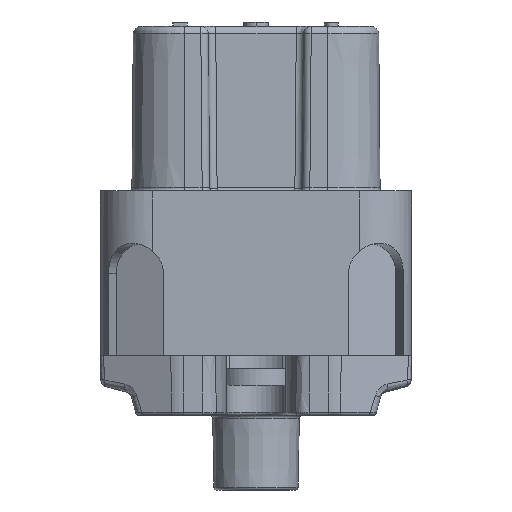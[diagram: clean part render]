
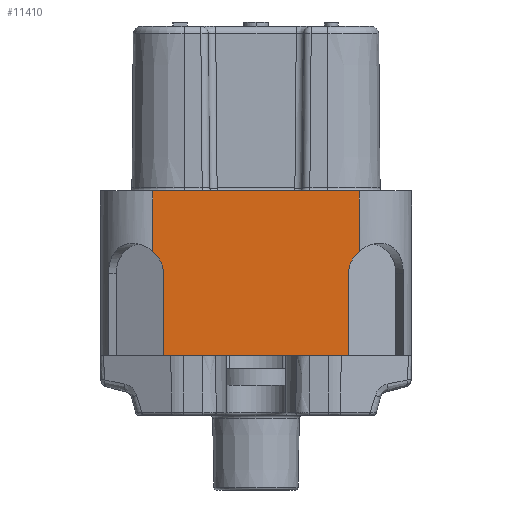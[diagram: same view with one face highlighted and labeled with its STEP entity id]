
A CAD part, front view. The second image highlights one B-rep face of the part: STEP entity #11410.
In plain terms, the highlighted planar face has unit normal (0, -1, 0).
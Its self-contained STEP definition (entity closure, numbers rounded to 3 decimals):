
#220 = CARTESIAN_POINT ( 'NONE',  ( 6.197, -10.4, -5.5 ) ) ;
#625 = ORIENTED_EDGE ( 'NONE', *, *, #9450, .F. ) ;
#1293 = EDGE_LOOP ( 'NONE', ( #5484, #8334, #625, #4770, #20430, #4130, #20190, #12323 ) ) ;
#1670 = DIRECTION ( 'NONE',  ( 0., 0., 1. ) ) ;
#2414 = VECTOR ( 'NONE', #18415, 1000. ) ;
#2567 = CARTESIAN_POINT ( 'NONE',  ( -10.4, -10.4, -11. ) ) ;
#2914 = CARTESIAN_POINT ( 'NONE',  ( -6.9, -10.4, -4.036 ) ) ;
#2970 = CARTESIAN_POINT ( 'NONE',  ( 6.197, -10.4, -11. ) ) ;
#3360 = VERTEX_POINT ( 'NONE', #12111 ) ;
#3524 = VERTEX_POINT ( 'NONE', #6128 ) ;
#3835 =( BOUNDED_CURVE ( )  B_SPLINE_CURVE ( 3, ( #14488, #12920, #9975, #220 ),
 .UNSPECIFIED., .F., .F. ) 
 B_SPLINE_CURVE_WITH_KNOTS ( ( 4, 4 ),
 ( 5.462, 6.283 ),
 .UNSPECIFIED. ) 
 CURVE ( )  GEOMETRIC_REPRESENTATION_ITEM ( )  RATIONAL_B_SPLINE_CURVE ( ( 1., 0.945, 0.945, 1. ) ) 
 REPRESENTATION_ITEM ( '' )  );
#4130 = ORIENTED_EDGE ( 'NONE', *, *, #13979, .F. ) ;
#4263 = EDGE_CURVE ( 'NONE', #12345, #10743, #3835, .T. ) ;
#4352 = PLANE ( 'NONE',  #14494 ) ;
#4382 = CARTESIAN_POINT ( 'NONE',  ( -6.197, -10.4, -5.5 ) ) ;
#4457 = CARTESIAN_POINT ( 'NONE',  ( 6.197, -10.4, -11. ) ) ;
#4611 = CARTESIAN_POINT ( 'NONE',  ( -10.4, -10.4, -11. ) ) ;
#4770 = ORIENTED_EDGE ( 'NONE', *, *, #4263, .F. ) ;
#4986 = VECTOR ( 'NONE', #9141, 1000. ) ;
#5000 = LINE ( 'NONE', #11394, #17814 ) ;
#5275 = VERTEX_POINT ( 'NONE', #13028 ) ;
#5484 = ORIENTED_EDGE ( 'NONE', *, *, #7765, .F. ) ;
#5802 = VECTOR ( 'NONE', #1670, 1000. ) ;
#6128 = CARTESIAN_POINT ( 'NONE',  ( 6.9, -10.4, 0. ) ) ;
#7440 = CARTESIAN_POINT ( 'NONE',  ( -6.445, -10.4, -4.42 ) ) ;
#7765 = EDGE_CURVE ( 'NONE', #20539, #3360, #15581, .T. ) ;
#8006 = LINE ( 'NONE', #2970, #15485 ) ;
#8334 = ORIENTED_EDGE ( 'NONE', *, *, #15945, .T. ) ;
#8779 = LINE ( 'NONE', #18316, #2414 ) ;
#9000 =( BOUNDED_CURVE ( )  B_SPLINE_CURVE ( 3, ( #4382, #15604, #7440, #2914 ),
 .UNSPECIFIED., .F., .F. ) 
 B_SPLINE_CURVE_WITH_KNOTS ( ( 4, 4 ),
 ( 0., 0.821 ),
 .UNSPECIFIED. ) 
 CURVE ( )  GEOMETRIC_REPRESENTATION_ITEM ( )  RATIONAL_B_SPLINE_CURVE ( ( 1., 0.945, 0.945, 1. ) ) 
 REPRESENTATION_ITEM ( '' )  );
#9141 = DIRECTION ( 'NONE',  ( 1., 0., 0. ) ) ;
#9450 = EDGE_CURVE ( 'NONE', #10743, #19108, #8006, .T. ) ;
#9689 = EDGE_CURVE ( 'NONE', #12345, #3524, #17522, .T. ) ;
#9975 = CARTESIAN_POINT ( 'NONE',  ( 6.197, -10.4, -4.937 ) ) ;
#10743 = VERTEX_POINT ( 'NONE', #20151 ) ;
#10745 = DIRECTION ( 'NONE',  ( 0., 0., -1. ) ) ;
#11120 = CARTESIAN_POINT ( 'NONE',  ( 6.9, -10.4, -11. ) ) ;
#11394 = CARTESIAN_POINT ( 'NONE',  ( -6.9, -10.4, -11. ) ) ;
#11410 = ADVANCED_FACE ( 'NONE', ( #13697 ), #4352, .T. ) ;
#12111 = CARTESIAN_POINT ( 'NONE',  ( -6.197, -10.4, -5.5 ) ) ;
#12131 = DIRECTION ( 'NONE',  ( 0., 0., 1. ) ) ;
#12323 = ORIENTED_EDGE ( 'NONE', *, *, #17501, .F. ) ;
#12345 = VERTEX_POINT ( 'NONE', #15624 ) ;
#12370 = LINE ( 'NONE', #4611, #4986 ) ;
#12920 = CARTESIAN_POINT ( 'NONE',  ( 6.445, -10.4, -4.42 ) ) ;
#13028 = CARTESIAN_POINT ( 'NONE',  ( -6.9, -10.4, -4.036 ) ) ;
#13591 = DIRECTION ( 'NONE',  ( 0., -1., 0. ) ) ;
#13697 = FACE_OUTER_BOUND ( 'NONE', #1293, .T. ) ;
#13924 = EDGE_CURVE ( 'NONE', #18641, #5275, #5000, .T. ) ;
#13979 = EDGE_CURVE ( 'NONE', #18641, #3524, #8779, .T. ) ;
#14488 = CARTESIAN_POINT ( 'NONE',  ( 6.9, -10.4, -4.036 ) ) ;
#14494 = AXIS2_PLACEMENT_3D ( 'NONE', #2567, #13591, #10745 ) ;
#15485 = VECTOR ( 'NONE', #17743, 1000. ) ;
#15581 = LINE ( 'NONE', #15680, #17778 ) ;
#15604 = CARTESIAN_POINT ( 'NONE',  ( -6.197, -10.4, -4.937 ) ) ;
#15624 = CARTESIAN_POINT ( 'NONE',  ( 6.9, -10.4, -4.036 ) ) ;
#15680 = CARTESIAN_POINT ( 'NONE',  ( -6.197, -10.4, -11. ) ) ;
#15945 = EDGE_CURVE ( 'NONE', #20539, #19108, #12370, .T. ) ;
#17501 = EDGE_CURVE ( 'NONE', #3360, #5275, #9000, .T. ) ;
#17522 = LINE ( 'NONE', #11120, #5802 ) ;
#17743 = DIRECTION ( 'NONE',  ( 0., 0., -1. ) ) ;
#17778 = VECTOR ( 'NONE', #12131, 1000. ) ;
#17790 = DIRECTION ( 'NONE',  ( 0., 0., -1. ) ) ;
#17814 = VECTOR ( 'NONE', #17790, 1000. ) ;
#18316 = CARTESIAN_POINT ( 'NONE',  ( -10.4, -10.4, 0. ) ) ;
#18415 = DIRECTION ( 'NONE',  ( 1., 0., 0. ) ) ;
#18641 = VERTEX_POINT ( 'NONE', #20207 ) ;
#19108 = VERTEX_POINT ( 'NONE', #4457 ) ;
#19946 = CARTESIAN_POINT ( 'NONE',  ( -6.197, -10.4, -11. ) ) ;
#20151 = CARTESIAN_POINT ( 'NONE',  ( 6.197, -10.4, -5.5 ) ) ;
#20190 = ORIENTED_EDGE ( 'NONE', *, *, #13924, .T. ) ;
#20207 = CARTESIAN_POINT ( 'NONE',  ( -6.9, -10.4, 0. ) ) ;
#20430 = ORIENTED_EDGE ( 'NONE', *, *, #9689, .T. ) ;
#20539 = VERTEX_POINT ( 'NONE', #19946 ) ;
